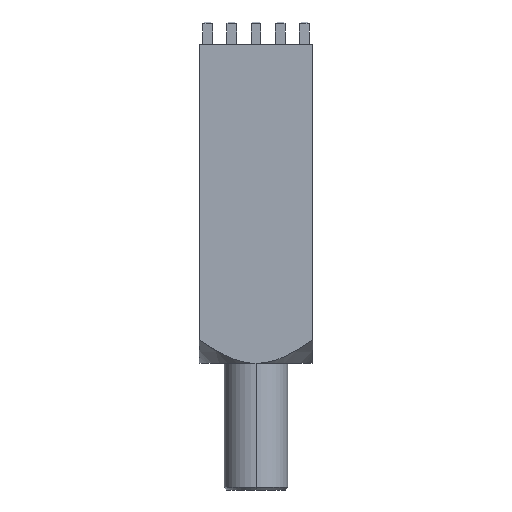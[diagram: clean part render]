
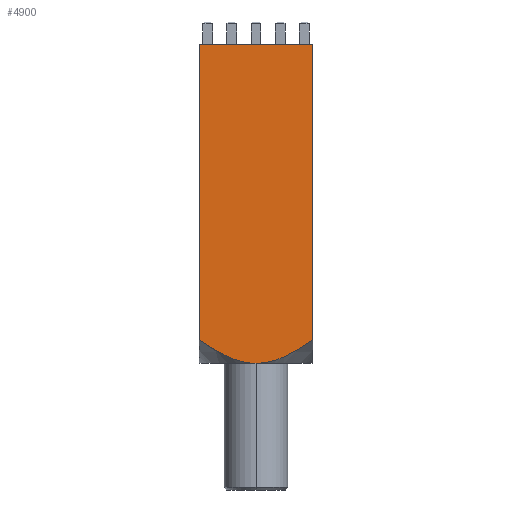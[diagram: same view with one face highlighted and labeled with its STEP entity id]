
A CAD part, left-side view. The second image highlights one B-rep face of the part: STEP entity #4900.
In plain terms, the highlighted planar face has unit normal (-1, 0, 0).
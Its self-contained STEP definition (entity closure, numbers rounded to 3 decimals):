
#169 = CARTESIAN_POINT ( 'NONE',  ( -9., -9., 3.728 ) ) ;
#171 = CARTESIAN_POINT ( 'NONE',  ( -9., 9., 3.728 ) ) ;
#179 = CARTESIAN_POINT ( 'NONE',  ( -9., 0., 0. ) ) ;
#250 = CARTESIAN_POINT ( 'NONE',  ( -9., -9., 50.4 ) ) ;
#259 = CARTESIAN_POINT ( 'NONE',  ( -9., 9., 50.4 ) ) ;
#473 = B_SPLINE_CURVE_WITH_KNOTS ( 'NONE', 3,
 ( #3746, #3742, #3741, #3747, #3748, #3749, #3750, #3751, #3752, #3753, #2818, #3190 ),
 .UNSPECIFIED., .F., .F.,
 ( 4, 2, 2, 2, 2, 4 ),
 ( 0.043, 0.046, 0.048, 0.051, 0.052, 0.053 ),
 .UNSPECIFIED. ) ;
#474 = B_SPLINE_CURVE_WITH_KNOTS ( 'NONE', 3,
 ( #3192, #3194, #3195, #3196, #3197, #3198, #3199, #3200, #3201, #3202, #3203, #3204 ),
 .UNSPECIFIED., .F., .F.,
 ( 4, 2, 2, 2, 2, 4 ),
 ( 0.053, 0.056, 0.057, 0.058, 0.061, 0.063 ),
 .UNSPECIFIED. ) ;
#974 = VECTOR ( 'NONE', #4364, 1000. ) ;
#1026 = VECTOR ( 'NONE', #4507, 1000. ) ;
#1090 = CARTESIAN_POINT ( 'NONE',  ( -9., -9., 50.4 ) ) ;
#1098 = FACE_OUTER_BOUND ( 'NONE', #4094, .T. ) ;
#1099 = PLANE ( 'NONE',  #6292 ) ;
#1101 = DIRECTION ( 'NONE',  ( 1., 0., 0. ) ) ;
#1102 = DIRECTION ( 'NONE',  ( 0., 0., -1. ) ) ;
#1776 = EDGE_CURVE ( 'NONE', #3880, #3894, #473, .T. ) ;
#1777 = EDGE_CURVE ( 'NONE', #3894, #3876, #474, .T. ) ;
#1778 = EDGE_CURVE ( 'NONE', #3986, #3876, #3193, .T. ) ;
#2818 = CARTESIAN_POINT ( 'NONE',  ( -9., 0.414, 0. ) ) ;
#3004 = ORIENTED_EDGE ( 'NONE', *, *, #5387, .T. ) ;
#3005 = ORIENTED_EDGE ( 'NONE', *, *, #1776, .T. ) ;
#3006 = ORIENTED_EDGE ( 'NONE', *, *, #1777, .T. ) ;
#3007 = ORIENTED_EDGE ( 'NONE', *, *, #1778, .F. ) ;
#3008 = ORIENTED_EDGE ( 'NONE', *, *, #6004, .F. ) ;
#3190 = CARTESIAN_POINT ( 'NONE',  ( -9., 0., 0. ) ) ;
#3192 = CARTESIAN_POINT ( 'NONE',  ( -9., 0., 0. ) ) ;
#3193 = LINE ( 'NONE', #3206, #5131 ) ;
#3194 = CARTESIAN_POINT ( 'NONE',  ( -9., -0.826, 0. ) ) ;
#3195 = CARTESIAN_POINT ( 'NONE',  ( -9., -1.64, 0.115 ) ) ;
#3196 = CARTESIAN_POINT ( 'NONE',  ( -9., -2.846, 0.431 ) ) ;
#3197 = CARTESIAN_POINT ( 'NONE',  ( -9., -3.241, 0.559 ) ) ;
#3198 = CARTESIAN_POINT ( 'NONE',  ( -9., -4.013, 0.848 ) ) ;
#3199 = CARTESIAN_POINT ( 'NONE',  ( -9., -4.392, 1.009 ) ) ;
#3200 = CARTESIAN_POINT ( 'NONE',  ( -9., -5.509, 1.532 ) ) ;
#3201 = CARTESIAN_POINT ( 'NONE',  ( -9., -6.231, 1.932 ) ) ;
#3202 = CARTESIAN_POINT ( 'NONE',  ( -9., -7.643, 2.794 ) ) ;
#3203 = CARTESIAN_POINT ( 'NONE',  ( -9., -8.328, 3.253 ) ) ;
#3204 = CARTESIAN_POINT ( 'NONE',  ( -9., -9., 3.728 ) ) ;
#3206 = CARTESIAN_POINT ( 'NONE',  ( -9., -9., 50.4 ) ) ;
#3207 = DIRECTION ( 'NONE',  ( 0., 0., -1. ) ) ;
#3741 = CARTESIAN_POINT ( 'NONE',  ( -9., 7.648, 2.798 ) ) ;
#3742 = CARTESIAN_POINT ( 'NONE',  ( -9., 8.33, 3.254 ) ) ;
#3746 = CARTESIAN_POINT ( 'NONE',  ( -9., 9., 3.728 ) ) ;
#3747 = CARTESIAN_POINT ( 'NONE',  ( -9., 6.25, 1.943 ) ) ;
#3748 = CARTESIAN_POINT ( 'NONE',  ( -9., 5.534, 1.545 ) ) ;
#3749 = CARTESIAN_POINT ( 'NONE',  ( -9., 4.04, 0.843 ) ) ;
#3750 = CARTESIAN_POINT ( 'NONE',  ( -9., 3.258, 0.54 ) ) ;
#3751 = CARTESIAN_POINT ( 'NONE',  ( -9., 2.06, 0.225 ) ) ;
#3752 = CARTESIAN_POINT ( 'NONE',  ( -9., 1.655, 0.142 ) ) ;
#3753 = CARTESIAN_POINT ( 'NONE',  ( -9., 0.833, 0.029 ) ) ;
#3876 = VERTEX_POINT ( 'NONE', #169 ) ;
#3880 = VERTEX_POINT ( 'NONE', #171 ) ;
#3894 = VERTEX_POINT ( 'NONE', #179 ) ;
#3986 = VERTEX_POINT ( 'NONE', #250 ) ;
#3999 = VERTEX_POINT ( 'NONE', #259 ) ;
#4094 = EDGE_LOOP ( 'NONE', ( #3004, #3005, #3006, #3007, #3008 ) ) ;
#4255 = LINE ( 'NONE', #4356, #974 ) ;
#4356 = CARTESIAN_POINT ( 'NONE',  ( -9., 9., 50.4 ) ) ;
#4364 = DIRECTION ( 'NONE',  ( 0., 0., -1. ) ) ;
#4505 = LINE ( 'NONE', #4506, #1026 ) ;
#4506 = CARTESIAN_POINT ( 'NONE',  ( -9., -9., 50.4 ) ) ;
#4507 = DIRECTION ( 'NONE',  ( 0., -1., 0. ) ) ;
#4900 = ADVANCED_FACE ( 'NONE', ( #1098 ), #1099, .F. ) ;
#5131 = VECTOR ( 'NONE', #3207, 1000. ) ;
#5387 = EDGE_CURVE ( 'NONE', #3999, #3880, #4255, .T. ) ;
#6004 = EDGE_CURVE ( 'NONE', #3999, #3986, #4505, .T. ) ;
#6292 = AXIS2_PLACEMENT_3D ( 'NONE', #1090, #1101, #1102 ) ;
